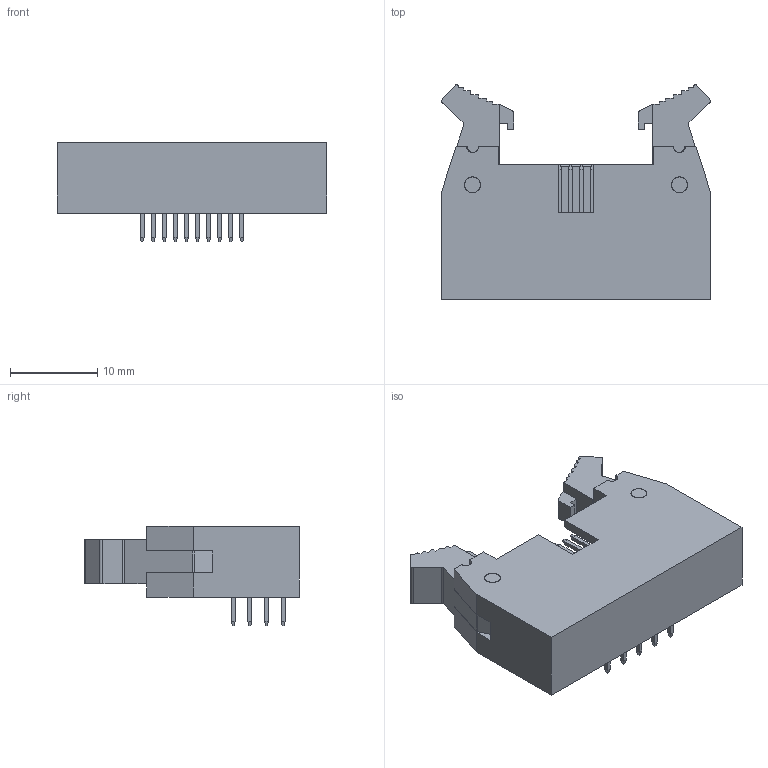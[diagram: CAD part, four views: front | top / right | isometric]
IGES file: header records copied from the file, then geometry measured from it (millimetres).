
Start section: SolidWorks IGES file using analytic representation for surfaces
Global section: file name: SHTSLR-6.IGS; native system: SolidWorks 2014; preprocessor: SolidWorks 2014; author: ewilson; date: 140729.151132; units: inch
Bounding box: 30.86 x 24.54 x 11.38 mm (x, y, z)
Surface area: 3276.6 mm2 (no closed solid volume)
Topology: 0 solids, 0 shells, 529 faces, 3266 edges, 3266 vertices
Faces by surface type: bspline 479, revolution 50
